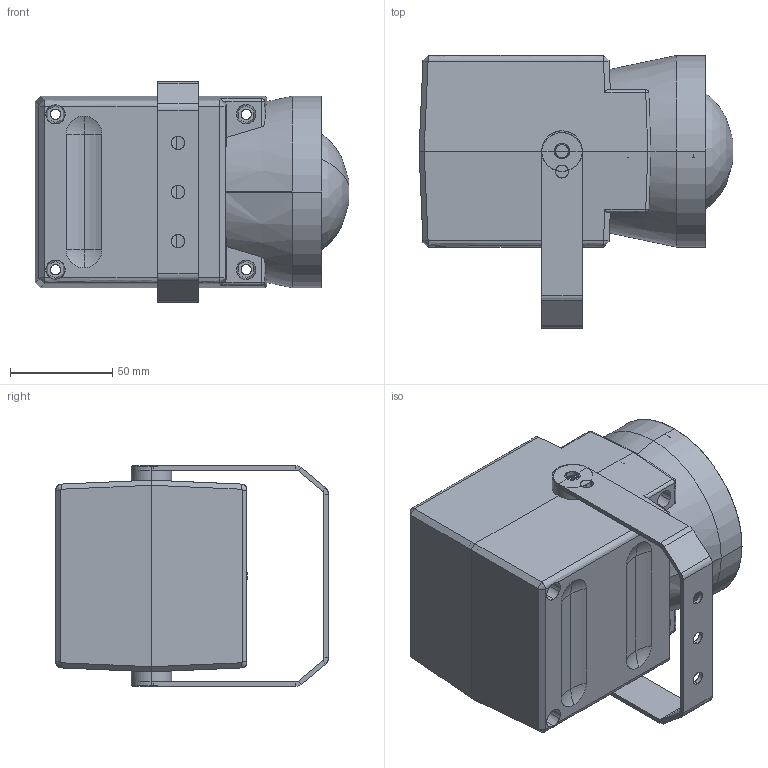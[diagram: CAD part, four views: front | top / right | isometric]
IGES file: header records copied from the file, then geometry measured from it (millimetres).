
Start section: SolidWorks IGES file using analytic representation for surfaces
Global section: file name: KM 95.IGS; native system: SolidWorks 2009; preprocessor: SolidWorks 2009; author: user; date: 100802.165722; units: millimetre
Bounding box: 153.29 x 133.3 x 107.9 mm (x, y, z)
Surface area: 218074.2 mm2 (no closed solid volume)
Topology: 0 solids, 0 shells, 1042 faces, 15474 edges, 15465 vertices
Faces by surface type: bspline 620, revolution 422
